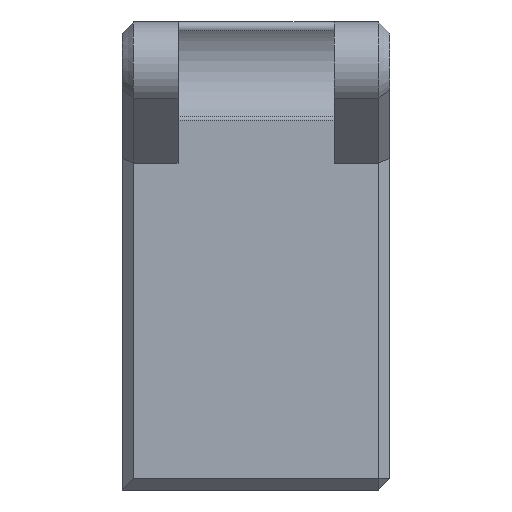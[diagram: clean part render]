
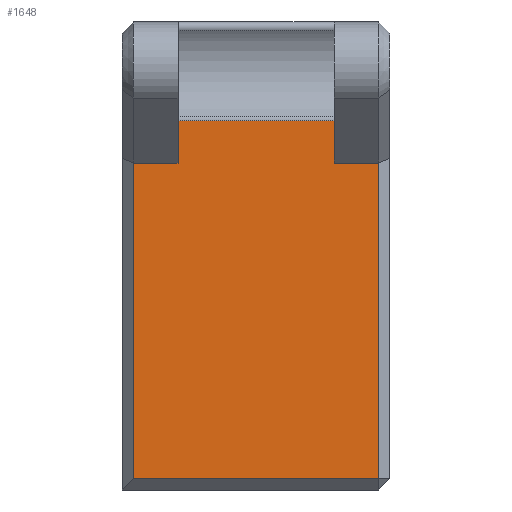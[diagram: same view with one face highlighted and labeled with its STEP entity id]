
A CAD part, left-side view. The second image highlights one B-rep face of the part: STEP entity #1648.
In plain terms, the highlighted planar face has unit normal (-1, 0, 0).
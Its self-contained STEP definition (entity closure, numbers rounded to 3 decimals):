
#60=PLANE('',#1788);
#138=FACE_OUTER_BOUND('',#233,.T.);
#233=EDGE_LOOP('',(#1292,#1293,#1294,#1295,#1296,#1297,#1298,#1299));
#344=LINE('',#2523,#520);
#346=LINE('',#2526,#522);
#347=LINE('',#2528,#523);
#348=LINE('',#2531,#524);
#350=LINE('',#2535,#526);
#369=LINE('',#2584,#545);
#370=LINE('',#2585,#546);
#371=LINE('',#2586,#547);
#520=VECTOR('',#2033,1.);
#522=VECTOR('',#2037,1.);
#523=VECTOR('',#2040,1.);
#524=VECTOR('',#2043,1.);
#526=VECTOR('',#2047,1.);
#545=VECTOR('',#2096,1.);
#546=VECTOR('',#2097,1.);
#547=VECTOR('',#2098,1.);
#744=VERTEX_POINT('',#2440);
#746=VERTEX_POINT('',#2446);
#771=VERTEX_POINT('',#2520);
#772=VERTEX_POINT('',#2522);
#773=VERTEX_POINT('',#2530);
#774=VERTEX_POINT('',#2534);
#780=VERTEX_POINT('',#2549);
#789=VERTEX_POINT('',#2583);
#949=EDGE_CURVE('',#771,#772,#344,.T.);
#951=EDGE_CURVE('',#772,#744,#346,.T.);
#952=EDGE_CURVE('',#744,#746,#347,.T.);
#953=EDGE_CURVE('',#773,#746,#348,.T.);
#955=EDGE_CURVE('',#773,#774,#350,.T.);
#979=EDGE_CURVE('',#789,#771,#369,.T.);
#980=EDGE_CURVE('',#789,#780,#370,.T.);
#981=EDGE_CURVE('',#780,#774,#371,.T.);
#1292=ORIENTED_EDGE('',*,*,#979,.F.);
#1293=ORIENTED_EDGE('',*,*,#980,.T.);
#1294=ORIENTED_EDGE('',*,*,#981,.T.);
#1295=ORIENTED_EDGE('',*,*,#955,.F.);
#1296=ORIENTED_EDGE('',*,*,#953,.T.);
#1297=ORIENTED_EDGE('',*,*,#952,.F.);
#1298=ORIENTED_EDGE('',*,*,#951,.F.);
#1299=ORIENTED_EDGE('',*,*,#949,.F.);
#1648=ADVANCED_FACE('',(#138),#60,.T.);
#1788=AXIS2_PLACEMENT_3D('',#2582,#2094,#2095);
#2033=DIRECTION('',(0.,-1.,0.));
#2037=DIRECTION('',(0.,0.,1.));
#2040=DIRECTION('',(0.,-1.,0.));
#2043=DIRECTION('',(0.,0.,1.));
#2047=DIRECTION('',(0.,-1.,0.));
#2094=DIRECTION('center_axis',(-1.,0.,0.));
#2095=DIRECTION('ref_axis',(0.,1.,0.));
#2096=DIRECTION('',(0.,0.,1.));
#2097=DIRECTION('',(0.,-1.,0.));
#2098=DIRECTION('',(0.,0.,1.));
#2440=CARTESIAN_POINT('',(-56.,-19.,24.127));
#2446=CARTESIAN_POINT('',(-56.,-33.,24.127));
#2520=CARTESIAN_POINT('',(-56.,-15.,20.343));
#2522=CARTESIAN_POINT('',(-56.,-19.,20.343));
#2523=CARTESIAN_POINT('',(-56.,-14.,20.343));
#2526=CARTESIAN_POINT('',(-56.,-19.,8.586));
#2528=CARTESIAN_POINT('',(-56.,-19.,24.127));
#2530=CARTESIAN_POINT('',(-56.,-33.,20.343));
#2531=CARTESIAN_POINT('',(-56.,-33.,8.586));
#2534=CARTESIAN_POINT('',(-56.,-37.,20.343));
#2535=CARTESIAN_POINT('',(-56.,-23.5,20.343));
#2549=CARTESIAN_POINT('',(-56.,-37.,-8.));
#2582=CARTESIAN_POINT('Origin',(-56.,-14.,-9.));
#2583=CARTESIAN_POINT('',(-56.,-15.,-8.));
#2584=CARTESIAN_POINT('',(-56.,-15.,-9.));
#2585=CARTESIAN_POINT('',(-56.,-14.,-8.));
#2586=CARTESIAN_POINT('',(-56.,-37.,-9.));
